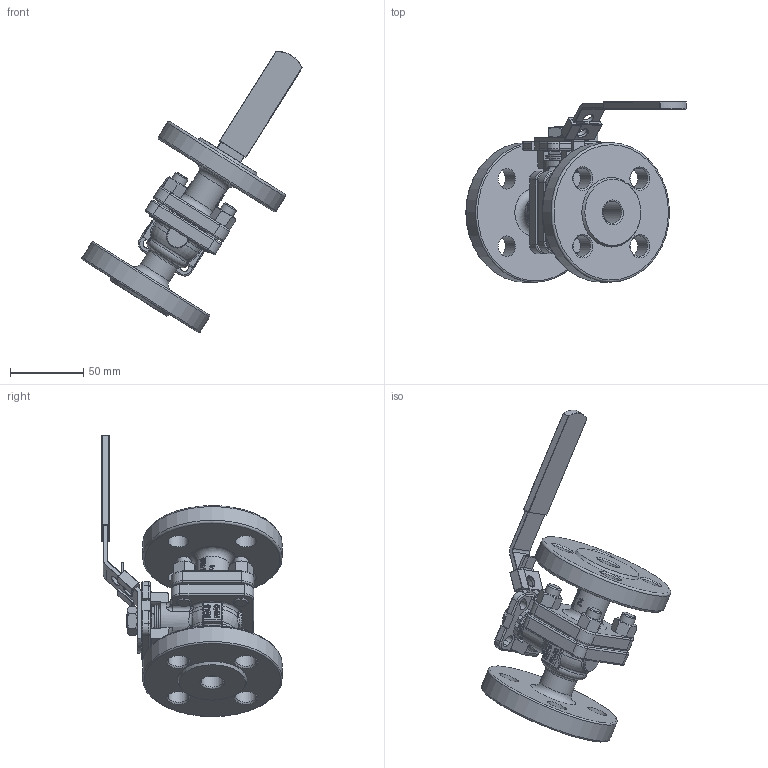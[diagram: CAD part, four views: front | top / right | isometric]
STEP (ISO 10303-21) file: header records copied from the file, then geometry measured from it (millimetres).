
FILE_DESCRIPTION(/* description */ ('Unknown'),/* implementation_level */ '2;1');
FILE_NAME(/* name */ '920_921_930-04',/* time_stamp */ '2020-11-02T09:31:09+01:00',/* author */ ('Unknown'),/* organization */ ('Unknown'),/* preprocessor_version */ 'ST-DEVELOPER v16.7',/* originating_system */ 'Solid Edge',/* authorisation */ 'Unknown');
FILE_SCHEMA (('AUTOMOTIVE_DESIGN {1 0 10303 214 3 1 1}'));
Products named in the file (2): 920_921_930-04; 920_921_931-04
Assembly tree (1 placements, depth 2):
  920_921_930-04
    920_921_931-04
Bounding box: 149.92 x 122.7 x 191.34 mm (x, y, z)
Volume: 317030.5 mm3; surface area: 96942.5 mm2
Topology: 24 solids, 24 shells, 1085 faces, 2659 edges, 1667 vertices
Faces by surface type: plane 521, cylinder 224, cone 144, bspline 112, torus 69, sphere 15
Full cylindrical faces by diameter (mm): 5 x1, 6 x2, 6.8 x4, 7.937 x1, 7.938 x3, 8 x3, 9 x4, 9.525 x4, 9.921 x2, 10 x5, 11.113 x2, 12 x2, 12.8 x2, 14 x8, 15 x2, 16 x3, 18 x1, 21.2 x2, 23 x2, 27 x1, 30.3 x1, 95 x2
Entity records: 45391 total; most frequent: CARTESIAN_POINT 21068, ORIENTED_EDGE 4952, DIRECTION 4711, EDGE_CURVE 2476, AXIS2_PLACEMENT_3D 1725, VERTEX_POINT 1631, FACE_BOUND 1355, EDGE_LOOP 1354
